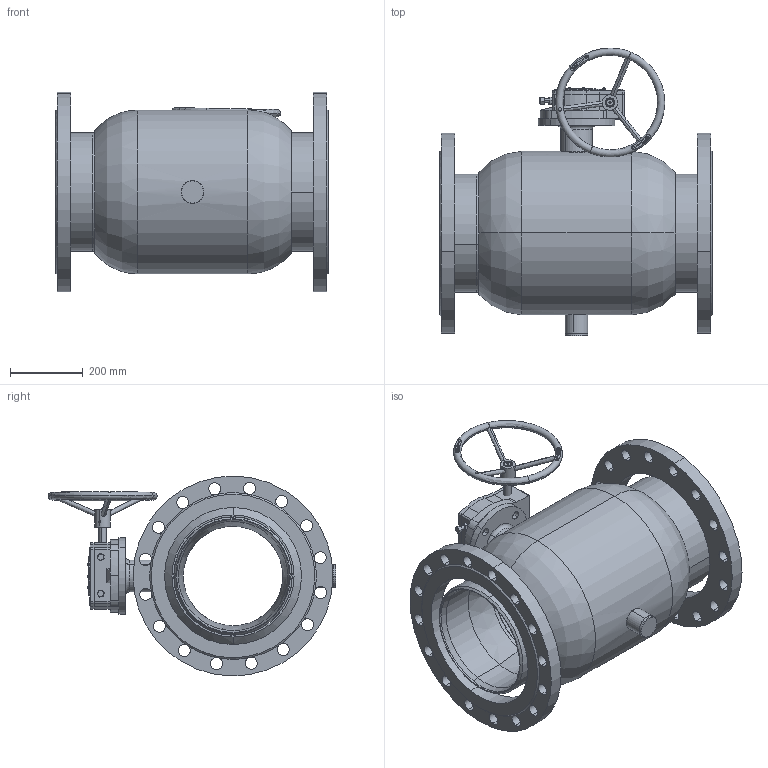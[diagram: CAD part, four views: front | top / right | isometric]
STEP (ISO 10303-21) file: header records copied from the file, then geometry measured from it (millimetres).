
FILE_DESCRIPTION (( 'STEP AP214' ), '1' );
FILE_NAME ('DN300涡轮法兰球阀PN25.STEP', '2023-10-09T01:34:13', ( '' ), ( '' ), 'SwSTEP 2.0', 'SolidWorks 2019', '' );
FILE_SCHEMA (( 'AUTOMOTIVE_DESIGN' ));
Length unit declared in the file: millimetre
Products named in the file (27): 300粣杶珨; 蹟佪4; Q61F-300-1概极樓馱; 胶圈; 癹弇蹟譫; 200-300瑩; 梓齪; 硌尨齪; 錨璃5; 癹弇結輸; 眊裔; DN300涡轮法兰球阀PN25; 350楊擘2.5; 陔蜊Q61F-300-3概裝 -; 蹟佪; Q61F-300-19苤粣杶; 忒謫; 300恘謫; 蹟佪5; 眊极; 恘謫; 癹弇蹟佪; 恘裝; Q61F-300-22狟揤裔; 錨璃; Q61F-300-4傻諉; 錨璃6
Assembly tree (39 placements, depth 3):
  DN300涡轮法兰球阀PN25
    Q61F-300-1概极樓馱
    Q61F-300-22狟揤裔
    300粣杶珨
    Q61F-300-4傻諉  x2
    陔蜊Q61F-300-3概裝 -
    Q61F-300-19苤粣杶
    200-300瑩
    300恘謫
      眊极
      眊裔
      恘裝
      忒謫
      梓齪
      蹟佪  x6
      恘謫
      胶圈  x2
      蹟佪5  x2
      錨璃
      錨璃5
      錨璃6
      癹弇蹟佪  x2
      癹弇蹟譫  x2
      蹟佪4  x2
      硌尨齪
      癹弇結輸  x2
    350楊擘2.5  x2
Bounding box: 750 x 791.79 x 549.96 mm (x, y, z)
Volume: 25761879.2 mm3; surface area: 3928682.5 mm2
Topology: 40 solids, 40 shells, 3947 faces, 10509 edges, 6931 vertices
Faces by surface type: plane 2513, bspline 804, cylinder 550, cone 46, torus 34
Entity records: 165661 total; most frequent: CARTESIAN_POINT 73489, ORIENTED_EDGE 19970, DIRECTION 15177, EDGE_CURVE 9985, VECTOR 7303, LINE 7303, VERTEX_POINT 6607, EDGE_LOOP 4134
